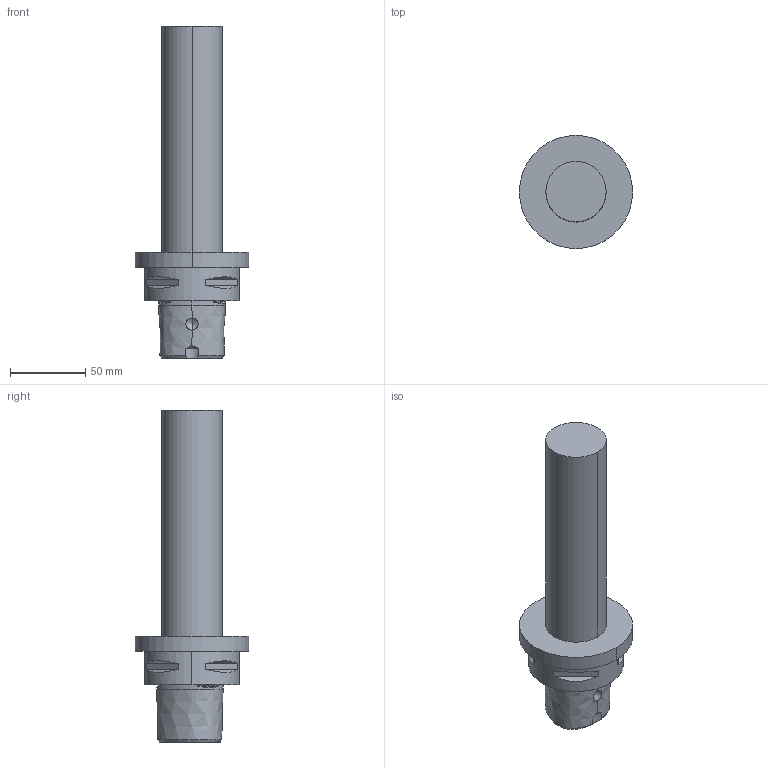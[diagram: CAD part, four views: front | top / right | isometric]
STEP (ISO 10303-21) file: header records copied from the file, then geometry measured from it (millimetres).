
FILE_DESCRIPTION (( 'STEP AP203' ), '1' );
FILE_NAME ('STP-143.09.40.182.STEP', '2020-05-27T07:49:10', ( '' ), ( '' ), 'SwSTEP 2.0', 'SolidWorks 2017', '' );
FILE_SCHEMA (( 'CONFIG_CONTROL_DESIGN' ));
Length unit declared in the file: millimetre
Products named in the file (1): STP-143.09.40.182
Bounding box: 75 x 75 x 220 mm (x, y, z)
Volume: 329470.1 mm3; surface area: 43671.3 mm2
Topology: 1 solids, 1 shells, 79 faces, 186 edges, 114 vertices
Faces by surface type: plane 29, cylinder 19, cone 16, torus 9, bspline 6
Entity records: 4741 total; most frequent: CARTESIAN_POINT 2933, ORIENTED_EDGE 364, DIRECTION 352, EDGE_CURVE 182, AXIS2_PLACEMENT_3D 149, VERTEX_POINT 114, EDGE_LOOP 90, FACE_OUTER_BOUND 79
